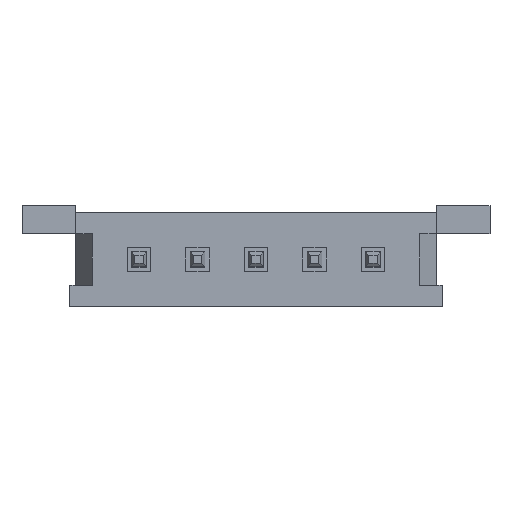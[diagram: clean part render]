
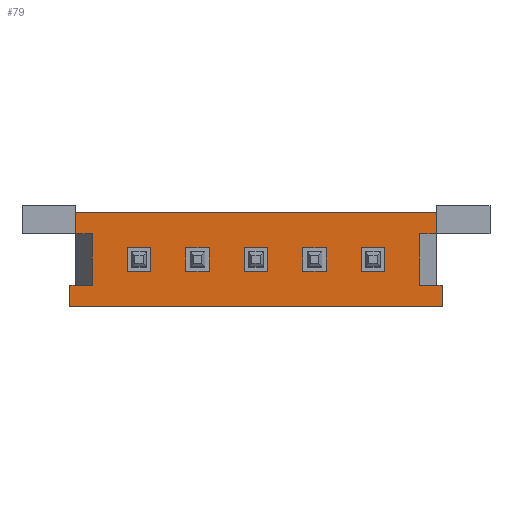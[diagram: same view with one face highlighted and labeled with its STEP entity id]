
A CAD part, top view. The second image highlights one B-rep face of the part: STEP entity #79.
In plain terms, the highlighted planar face has unit normal (0, 0, 1).
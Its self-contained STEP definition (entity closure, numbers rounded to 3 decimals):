
#79=ADVANCED_FACE('',(#245,#246,#247,#248,#249,#250),#251,.T.);
#245=FACE_OUTER_BOUND('',#582,.T.);
#246=FACE_BOUND('',#583,.T.);
#247=FACE_BOUND('',#584,.T.);
#248=FACE_BOUND('',#585,.T.);
#249=FACE_BOUND('',#586,.T.);
#250=FACE_BOUND('',#587,.T.);
#251=PLANE('',#588);
#582=EDGE_LOOP('',(#946,#947,#948,#949,#950,#951,#952,#953,#954,#955,#956,#957));
#583=EDGE_LOOP('',(#958,#959,#960,#961));
#584=EDGE_LOOP('',(#962,#963,#964,#965));
#585=EDGE_LOOP('',(#966,#967,#968,#969));
#586=EDGE_LOOP('',(#970,#971,#972,#973));
#587=EDGE_LOOP('',(#974,#975,#976,#977));
#588=AXIS2_PLACEMENT_3D('',#978,#979,#980);
#946=ORIENTED_EDGE('',*,*,#2196,.T.);
#947=ORIENTED_EDGE('',*,*,#2181,.T.);
#948=ORIENTED_EDGE('',*,*,#2195,.F.);
#949=ORIENTED_EDGE('',*,*,#2197,.F.);
#950=ORIENTED_EDGE('',*,*,#2198,.F.);
#951=ORIENTED_EDGE('',*,*,#2199,.F.);
#952=ORIENTED_EDGE('',*,*,#2200,.F.);
#953=ORIENTED_EDGE('',*,*,#2201,.T.);
#954=ORIENTED_EDGE('',*,*,#2202,.T.);
#955=ORIENTED_EDGE('',*,*,#2203,.T.);
#956=ORIENTED_EDGE('',*,*,#2204,.T.);
#957=ORIENTED_EDGE('',*,*,#2205,.F.);
#958=ORIENTED_EDGE('',*,*,#2206,.F.);
#959=ORIENTED_EDGE('',*,*,#2207,.F.);
#960=ORIENTED_EDGE('',*,*,#2208,.F.);
#961=ORIENTED_EDGE('',*,*,#2209,.F.);
#962=ORIENTED_EDGE('',*,*,#2210,.F.);
#963=ORIENTED_EDGE('',*,*,#2211,.F.);
#964=ORIENTED_EDGE('',*,*,#2212,.F.);
#965=ORIENTED_EDGE('',*,*,#2213,.F.);
#966=ORIENTED_EDGE('',*,*,#2214,.F.);
#967=ORIENTED_EDGE('',*,*,#2215,.F.);
#968=ORIENTED_EDGE('',*,*,#2216,.F.);
#969=ORIENTED_EDGE('',*,*,#2217,.F.);
#970=ORIENTED_EDGE('',*,*,#2218,.F.);
#971=ORIENTED_EDGE('',*,*,#2219,.F.);
#972=ORIENTED_EDGE('',*,*,#2220,.F.);
#973=ORIENTED_EDGE('',*,*,#2221,.F.);
#974=ORIENTED_EDGE('',*,*,#2222,.F.);
#975=ORIENTED_EDGE('',*,*,#2223,.F.);
#976=ORIENTED_EDGE('',*,*,#2224,.F.);
#977=ORIENTED_EDGE('',*,*,#2225,.F.);
#978=CARTESIAN_POINT('',(15.0,4.73,3.0));
#979=DIRECTION('',(0.0,0.0,1.0));
#980=DIRECTION('',(1.0,0.0,0.0));
#2181=EDGE_CURVE('',#2577,#2575,#2578,.T.);
#2195=EDGE_CURVE('',#2600,#2575,#2602,.T.);
#2196=EDGE_CURVE('',#2603,#2577,#2604,.T.);
#2197=EDGE_CURVE('',#2605,#2600,#2606,.T.);
#2198=EDGE_CURVE('',#2607,#2605,#2608,.T.);
#2199=EDGE_CURVE('',#2609,#2607,#2610,.T.);
#2200=EDGE_CURVE('',#2611,#2609,#2612,.T.);
#2201=EDGE_CURVE('',#2611,#2613,#2614,.T.);
#2202=EDGE_CURVE('',#2613,#2615,#2616,.T.);
#2203=EDGE_CURVE('',#2615,#2617,#2618,.T.);
#2204=EDGE_CURVE('',#2617,#2619,#2620,.T.);
#2205=EDGE_CURVE('',#2603,#2619,#2621,.T.);
#2206=EDGE_CURVE('',#2622,#2623,#2624,.T.);
#2207=EDGE_CURVE('',#2625,#2622,#2626,.T.);
#2208=EDGE_CURVE('',#2627,#2625,#2628,.T.);
#2209=EDGE_CURVE('',#2623,#2627,#2629,.T.);
#2210=EDGE_CURVE('',#2630,#2631,#2632,.T.);
#2211=EDGE_CURVE('',#2633,#2630,#2634,.T.);
#2212=EDGE_CURVE('',#2635,#2633,#2636,.T.);
#2213=EDGE_CURVE('',#2631,#2635,#2637,.T.);
#2214=EDGE_CURVE('',#2638,#2639,#2640,.T.);
#2215=EDGE_CURVE('',#2641,#2638,#2642,.T.);
#2216=EDGE_CURVE('',#2643,#2641,#2644,.T.);
#2217=EDGE_CURVE('',#2639,#2643,#2645,.T.);
#2218=EDGE_CURVE('',#2646,#2647,#2648,.T.);
#2219=EDGE_CURVE('',#2649,#2646,#2650,.T.);
#2220=EDGE_CURVE('',#2651,#2649,#2652,.T.);
#2221=EDGE_CURVE('',#2647,#2651,#2653,.T.);
#2222=EDGE_CURVE('',#2654,#2655,#2656,.T.);
#2223=EDGE_CURVE('',#2657,#2654,#2658,.T.);
#2224=EDGE_CURVE('',#2659,#2657,#2660,.T.);
#2225=EDGE_CURVE('',#2655,#2659,#2661,.T.);
#2575=VERTEX_POINT('',#3217);
#2577=VERTEX_POINT('',#3220);
#2578=LINE('',#3221,#3222);
#2600=VERTEX_POINT('',#3256);
#2602=LINE('',#3259,#3260);
#2603=VERTEX_POINT('',#3261);
#2604=LINE('',#3262,#3263);
#2605=VERTEX_POINT('',#3264);
#2606=LINE('',#3265,#3266);
#2607=VERTEX_POINT('',#3267);
#2608=LINE('',#3268,#3269);
#2609=VERTEX_POINT('',#3270);
#2610=LINE('',#3271,#3272);
#2611=VERTEX_POINT('',#3273);
#2612=LINE('',#3274,#3275);
#2613=VERTEX_POINT('',#3276);
#2614=LINE('',#3277,#3278);
#2615=VERTEX_POINT('',#3279);
#2616=LINE('',#3280,#3281);
#2617=VERTEX_POINT('',#3282);
#2618=LINE('',#3283,#3284);
#2619=VERTEX_POINT('',#3285);
#2620=LINE('',#3286,#3287);
#2621=LINE('',#3288,#3289);
#2622=VERTEX_POINT('',#3290);
#2623=VERTEX_POINT('',#3291);
#2624=LINE('',#3292,#3293);
#2625=VERTEX_POINT('',#3294);
#2626=LINE('',#3295,#3296);
#2627=VERTEX_POINT('',#3297);
#2628=LINE('',#3298,#3299);
#2629=LINE('',#3300,#3301);
#2630=VERTEX_POINT('',#3302);
#2631=VERTEX_POINT('',#3303);
#2632=LINE('',#3304,#3305);
#2633=VERTEX_POINT('',#3306);
#2634=LINE('',#3307,#3308);
#2635=VERTEX_POINT('',#3309);
#2636=LINE('',#3310,#3311);
#2637=LINE('',#3312,#3313);
#2638=VERTEX_POINT('',#3314);
#2639=VERTEX_POINT('',#3315);
#2640=LINE('',#3316,#3317);
#2641=VERTEX_POINT('',#3318);
#2642=LINE('',#3319,#3320);
#2643=VERTEX_POINT('',#3321);
#2644=LINE('',#3322,#3323);
#2645=LINE('',#3324,#3325);
#2646=VERTEX_POINT('',#3326);
#2647=VERTEX_POINT('',#3327);
#2648=LINE('',#3328,#3329);
#2649=VERTEX_POINT('',#3330);
#2650=LINE('',#3331,#3332);
#2651=VERTEX_POINT('',#3333);
#2652=LINE('',#3334,#3335);
#2653=LINE('',#3336,#3337);
#2654=VERTEX_POINT('',#3338);
#2655=VERTEX_POINT('',#3339);
#2656=LINE('',#3340,#3341);
#2657=VERTEX_POINT('',#3342);
#2658=LINE('',#3343,#3344);
#2659=VERTEX_POINT('',#3345);
#2660=LINE('',#3346,#3347);
#2661=LINE('',#3348,#3349);
#3217=CARTESIAN_POINT('',(4.8,3.1,3.0));
#3220=CARTESIAN_POINT('',(4.8,4.0,3.0));
#3221=CARTESIAN_POINT('',(4.8,4.0,3.0));
#3222=VECTOR('',#4245,1.0);
#3256=CARTESIAN_POINT('',(5.5,3.1,3.0));
#3259=CARTESIAN_POINT('',(5.5,3.1,3.0));
#3260=VECTOR('',#4259,1.0);
#3261=CARTESIAN_POINT('',(20.2,4.0,3.0));
#3262=CARTESIAN_POINT('',(20.15,4.0,3.0));
#3263=VECTOR('',#4260,1.0);
#3264=CARTESIAN_POINT('',(5.5,0.9,3.0));
#3265=CARTESIAN_POINT('',(5.5,0.9,3.0));
#3266=VECTOR('',#4261,1.0);
#3267=CARTESIAN_POINT('',(4.55,0.9,3.0));
#3268=CARTESIAN_POINT('',(4.55,0.9,3.0));
#3269=VECTOR('',#4262,1.0);
#3270=CARTESIAN_POINT('',(4.55,0.0,3.0));
#3271=CARTESIAN_POINT('',(4.55,0.0,3.0));
#3272=VECTOR('',#4263,1.0);
#3273=CARTESIAN_POINT('',(20.45,0.0,3.0));
#3274=CARTESIAN_POINT('',(20.45,0.0,3.0));
#3275=VECTOR('',#4264,1.0);
#3276=CARTESIAN_POINT('',(20.45,0.9,3.0));
#3277=CARTESIAN_POINT('',(20.45,0.0,3.0));
#3278=VECTOR('',#4265,1.0);
#3279=CARTESIAN_POINT('',(19.5,0.9,3.0));
#3280=CARTESIAN_POINT('',(20.45,0.9,3.0));
#3281=VECTOR('',#4266,1.0);
#3282=CARTESIAN_POINT('',(19.5,3.1,3.0));
#3283=CARTESIAN_POINT('',(19.5,0.9,3.0));
#3284=VECTOR('',#4267,1.0);
#3285=CARTESIAN_POINT('',(20.2,3.1,3.0));
#3286=CARTESIAN_POINT('',(19.5,3.1,3.0));
#3287=VECTOR('',#4268,1.0);
#3288=CARTESIAN_POINT('',(20.2,4.0,3.0));
#3289=VECTOR('',#4269,1.0);
#3290=CARTESIAN_POINT('',(17.0,2.5,3.0));
#3291=CARTESIAN_POINT('',(17.0,1.5,3.0));
#3292=CARTESIAN_POINT('',(17.0,2.5,3.0));
#3293=VECTOR('',#4270,1.0);
#3294=CARTESIAN_POINT('',(18.0,2.5,3.0));
#3295=CARTESIAN_POINT('',(18.0,2.5,3.0));
#3296=VECTOR('',#4271,1.0);
#3297=CARTESIAN_POINT('',(18.0,1.5,3.0));
#3298=CARTESIAN_POINT('',(18.0,1.5,3.0));
#3299=VECTOR('',#4272,1.0);
#3300=CARTESIAN_POINT('',(17.0,1.5,3.0));
#3301=VECTOR('',#4273,1.0);
#3302=CARTESIAN_POINT('',(13.0,1.5,3.0));
#3303=CARTESIAN_POINT('',(13.0,2.5,3.0));
#3304=CARTESIAN_POINT('',(13.0,1.5,3.0));
#3305=VECTOR('',#4274,1.0);
#3306=CARTESIAN_POINT('',(12.0,1.5,3.0));
#3307=CARTESIAN_POINT('',(12.0,1.5,3.0));
#3308=VECTOR('',#4275,1.0);
#3309=CARTESIAN_POINT('',(12.0,2.5,3.0));
#3310=CARTESIAN_POINT('',(12.0,2.5,3.0));
#3311=VECTOR('',#4276,1.0);
#3312=CARTESIAN_POINT('',(13.0,2.5,3.0));
#3313=VECTOR('',#4277,1.0);
#3314=CARTESIAN_POINT('',(15.5,1.5,3.0));
#3315=CARTESIAN_POINT('',(15.5,2.5,3.0));
#3316=CARTESIAN_POINT('',(15.5,1.5,3.0));
#3317=VECTOR('',#4278,1.0);
#3318=CARTESIAN_POINT('',(14.5,1.5,3.0));
#3319=CARTESIAN_POINT('',(14.5,1.5,3.0));
#3320=VECTOR('',#4279,1.0);
#3321=CARTESIAN_POINT('',(14.5,2.5,3.0));
#3322=CARTESIAN_POINT('',(14.5,2.5,3.0));
#3323=VECTOR('',#4280,1.0);
#3324=CARTESIAN_POINT('',(15.5,2.5,3.0));
#3325=VECTOR('',#4281,1.0);
#3326=CARTESIAN_POINT('',(10.5,1.5,3.0));
#3327=CARTESIAN_POINT('',(10.5,2.5,3.0));
#3328=CARTESIAN_POINT('',(10.5,1.5,3.0));
#3329=VECTOR('',#4282,1.0);
#3330=CARTESIAN_POINT('',(9.5,1.5,3.0));
#3331=CARTESIAN_POINT('',(9.5,1.5,3.0));
#3332=VECTOR('',#4283,1.0);
#3333=CARTESIAN_POINT('',(9.5,2.5,3.0));
#3334=CARTESIAN_POINT('',(9.5,2.5,3.0));
#3335=VECTOR('',#4284,1.0);
#3336=CARTESIAN_POINT('',(10.5,2.5,3.0));
#3337=VECTOR('',#4285,1.0);
#3338=CARTESIAN_POINT('',(7.0,1.5,3.0));
#3339=CARTESIAN_POINT('',(8.0,1.5,3.0));
#3340=CARTESIAN_POINT('',(7.0,1.5,3.0));
#3341=VECTOR('',#4286,1.0);
#3342=CARTESIAN_POINT('',(7.0,2.5,3.0));
#3343=CARTESIAN_POINT('',(7.0,2.5,3.0));
#3344=VECTOR('',#4287,1.0);
#3345=CARTESIAN_POINT('',(8.0,2.5,3.0));
#3346=CARTESIAN_POINT('',(8.0,2.5,3.0));
#3347=VECTOR('',#4288,1.0);
#3348=CARTESIAN_POINT('',(8.0,1.5,3.0));
#3349=VECTOR('',#4289,1.0);
#4245=DIRECTION('',(0.0,-1.0,0.0));
#4259=DIRECTION('',(-1.0,0.0,0.0));
#4260=DIRECTION('',(-1.0,0.0,0.0));
#4261=DIRECTION('',(0.0,1.0,0.0));
#4262=DIRECTION('',(1.0,0.0,0.0));
#4263=DIRECTION('',(0.0,1.0,0.0));
#4264=DIRECTION('',(-1.0,0.0,0.0));
#4265=DIRECTION('',(0.0,1.0,0.0));
#4266=DIRECTION('',(-1.0,0.0,0.0));
#4267=DIRECTION('',(0.0,1.0,0.0));
#4268=DIRECTION('',(1.0,0.0,0.0));
#4269=DIRECTION('',(0.0,-1.0,0.0));
#4270=DIRECTION('',(0.0,-1.0,0.0));
#4271=DIRECTION('',(-1.0,0.0,0.0));
#4272=DIRECTION('',(0.0,1.0,0.0));
#4273=DIRECTION('',(1.0,0.0,0.0));
#4274=DIRECTION('',(0.0,1.0,0.0));
#4275=DIRECTION('',(1.0,0.0,0.0));
#4276=DIRECTION('',(0.0,-1.0,0.0));
#4277=DIRECTION('',(-1.0,0.0,0.0));
#4278=DIRECTION('',(0.0,1.0,0.0));
#4279=DIRECTION('',(1.0,0.0,0.0));
#4280=DIRECTION('',(0.0,-1.0,0.0));
#4281=DIRECTION('',(-1.0,0.0,0.0));
#4282=DIRECTION('',(0.0,1.0,0.0));
#4283=DIRECTION('',(1.0,0.0,0.0));
#4284=DIRECTION('',(0.0,-1.0,0.0));
#4285=DIRECTION('',(-1.0,0.0,0.0));
#4286=DIRECTION('',(1.0,0.0,0.0));
#4287=DIRECTION('',(0.0,-1.0,0.0));
#4288=DIRECTION('',(-1.0,0.0,0.0));
#4289=DIRECTION('',(0.0,1.0,0.0));
